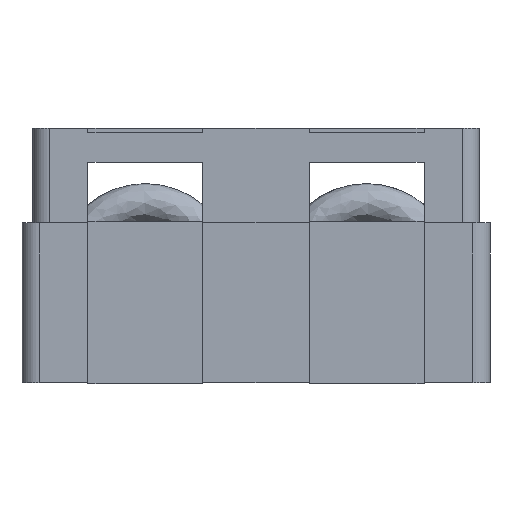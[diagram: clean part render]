
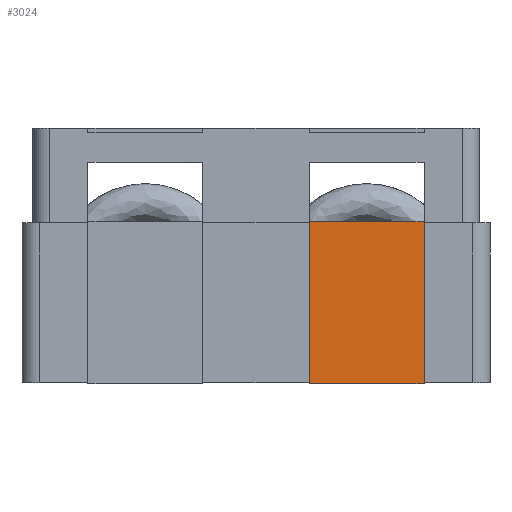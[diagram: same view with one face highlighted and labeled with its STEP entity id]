
A CAD part, left-side view. The second image highlights one B-rep face of the part: STEP entity #3024.
In plain terms, the highlighted planar face has unit normal (-1, 0, 0).
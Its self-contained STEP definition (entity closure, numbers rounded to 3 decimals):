
#231 = DIRECTION ( 'NONE',  ( 0., 0., -1. ) ) ;
#358 = EDGE_CURVE ( 'NONE', #5816, #8322, #8542, .T. ) ;
#484 = ORIENTED_EDGE ( 'NONE', *, *, #5023, .F. ) ;
#706 = EDGE_CURVE ( 'NONE', #5816, #1777, #10693, .T. ) ;
#979 = AXIS2_PLACEMENT_3D ( 'NONE', #8891, #2826, #231 ) ;
#1333 = VECTOR ( 'NONE', #7328, 1000. ) ;
#1777 = VERTEX_POINT ( 'NONE', #3727 ) ;
#1784 = EDGE_CURVE ( 'NONE', #1777, #11321, #6569, .T. ) ;
#2183 = CARTESIAN_POINT ( 'NONE',  ( -6., -1.25, 0. ) ) ;
#2207 = VECTOR ( 'NONE', #8195, 1000. ) ;
#2826 = DIRECTION ( 'NONE',  ( 1., 0., 0. ) ) ;
#3024 = ADVANCED_FACE ( 'NONE', ( #9071 ), #5334, .F. ) ;
#3727 = CARTESIAN_POINT ( 'NONE',  ( -6., -3.95, 3.8 ) ) ;
#4225 = CARTESIAN_POINT ( 'NONE',  ( -6., -1.25, 3.8 ) ) ;
#5023 = EDGE_CURVE ( 'NONE', #8322, #11321, #9257, .T. ) ;
#5334 = PLANE ( 'NONE',  #979 ) ;
#5725 = VECTOR ( 'NONE', #9590, 1000. ) ;
#5816 = VERTEX_POINT ( 'NONE', #8516 ) ;
#5869 = EDGE_LOOP ( 'NONE', ( #9385, #7254, #484, #5897 ) ) ;
#5897 = ORIENTED_EDGE ( 'NONE', *, *, #358, .F. ) ;
#6569 = LINE ( 'NONE', #9154, #1333 ) ;
#6731 = CARTESIAN_POINT ( 'NONE',  ( -6., -1.25, 0. ) ) ;
#7254 = ORIENTED_EDGE ( 'NONE', *, *, #1784, .T. ) ;
#7328 = DIRECTION ( 'NONE',  ( 0., 1., 0. ) ) ;
#8032 = CARTESIAN_POINT ( 'NONE',  ( -6., -3.95, 0. ) ) ;
#8195 = DIRECTION ( 'NONE',  ( 0., 0., 1. ) ) ;
#8310 = VECTOR ( 'NONE', #8932, 1000. ) ;
#8322 = VERTEX_POINT ( 'NONE', #9289 ) ;
#8516 = CARTESIAN_POINT ( 'NONE',  ( -6., -3.95, 0. ) ) ;
#8542 = LINE ( 'NONE', #6731, #5725 ) ;
#8891 = CARTESIAN_POINT ( 'NONE',  ( -6., -1.25, 0. ) ) ;
#8932 = DIRECTION ( 'NONE',  ( 0., 0., 1. ) ) ;
#9071 = FACE_OUTER_BOUND ( 'NONE', #5869, .T. ) ;
#9154 = CARTESIAN_POINT ( 'NONE',  ( -6., -1.25, 3.8 ) ) ;
#9257 = LINE ( 'NONE', #2183, #2207 ) ;
#9289 = CARTESIAN_POINT ( 'NONE',  ( -6., -1.25, 0. ) ) ;
#9385 = ORIENTED_EDGE ( 'NONE', *, *, #706, .T. ) ;
#9590 = DIRECTION ( 'NONE',  ( 0., 1., 0. ) ) ;
#10693 = LINE ( 'NONE', #8032, #8310 ) ;
#11321 = VERTEX_POINT ( 'NONE', #4225 ) ;
